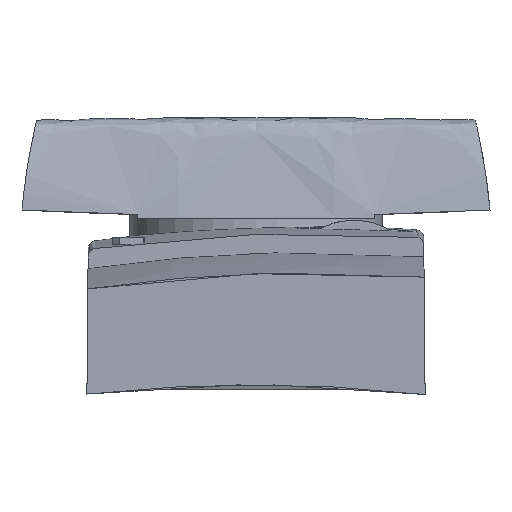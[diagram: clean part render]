
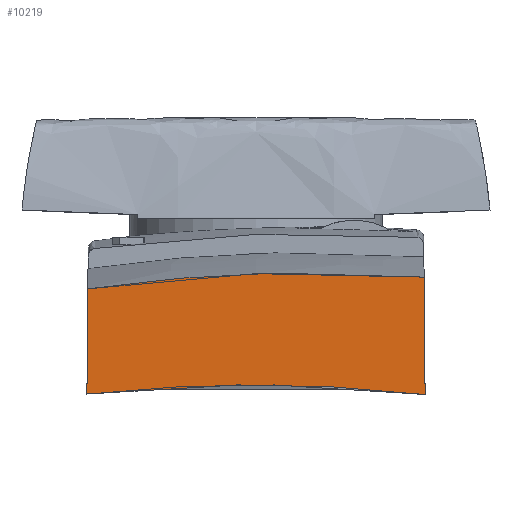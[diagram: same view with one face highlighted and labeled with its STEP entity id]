
A CAD part, left-side view. The second image highlights one B-rep face of the part: STEP entity #10219.
In plain terms, the highlighted planar face has unit normal (-1, 0, 0).
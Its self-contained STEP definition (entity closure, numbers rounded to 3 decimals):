
#10219 = ADVANCED_FACE('',(#10220),#10235,.F.);
#10220 = FACE_BOUND('',#10221,.T.);
#10221 = EDGE_LOOP('',(#10222,#10247,#10263,#10285));
#10222 = ORIENTED_EDGE('',*,*,#10223,.T.);
#10223 = EDGE_CURVE('',#10224,#10226,#10228,.T.);
#10224 = VERTEX_POINT('',#10225);
#10225 = CARTESIAN_POINT('',(-119.409,22.324,
    -1.202));
#10226 = VERTEX_POINT('',#10227);
#10227 = CARTESIAN_POINT('',(-119.409,-22.325,
    -1.263));
#10228 = SURFACE_CURVE('',#10229,(#10234),.PCURVE_S1.);
#10229 = B_SPLINE_CURVE_WITH_KNOTS('',3,(#10230,#10231,#10232,#10233),
  .UNSPECIFIED.,.F.,.F.,(4,4),(0.,1.),.PIECEWISE_BEZIER_KNOTS.);
#10230 = CARTESIAN_POINT('',(-119.409,22.324,
    -1.202));
#10231 = CARTESIAN_POINT('',(-119.409,7.494,
    0.433));
#10232 = CARTESIAN_POINT('',(-119.409,-7.501,
    0.429));
#10233 = CARTESIAN_POINT('',(-119.409,-22.325,
    -1.263));
#10234 = PCURVE('',#10235,#10240);
#10235 = PLANE('',#10236);
#10236 = AXIS2_PLACEMENT_3D('',#10237,#10238,#10239);
#10237 = CARTESIAN_POINT('',(-119.409,-50.8,
    -46.427));
#10238 = DIRECTION('',(1.,0.,0.));
#10239 = DIRECTION('',(0.,0.,-1.));
#10240 = DEFINITIONAL_REPRESENTATION('',(#10241),#10246);
#10241 = B_SPLINE_CURVE_WITH_KNOTS('',3,(#10242,#10243,#10244,#10245),
  .UNSPECIFIED.,.F.,.F.,(4,4),(0.,1.),.PIECEWISE_BEZIER_KNOTS.);
#10242 = CARTESIAN_POINT('',(-45.225,73.124));
#10243 = CARTESIAN_POINT('',(-46.86,58.294));
#10244 = CARTESIAN_POINT('',(-46.856,43.299));
#10245 = CARTESIAN_POINT('',(-45.164,28.475));
#10246 = ( GEOMETRIC_REPRESENTATION_CONTEXT(2) 
PARAMETRIC_REPRESENTATION_CONTEXT() REPRESENTATION_CONTEXT('2D SPACE',''
  ) );
#10247 = ORIENTED_EDGE('',*,*,#10248,.T.);
#10248 = EDGE_CURVE('',#10226,#10249,#10251,.T.);
#10249 = VERTEX_POINT('',#10250);
#10250 = CARTESIAN_POINT('',(-119.409,-22.189,
    14.237));
#10251 = SURFACE_CURVE('',#10252,(#10256),.PCURVE_S1.);
#10252 = LINE('',#10253,#10254);
#10253 = CARTESIAN_POINT('',(-119.409,-22.5,
    -21.352));
#10254 = VECTOR('',#10255,1.);
#10255 = DIRECTION('',(0.,0.009,1.));
#10256 = PCURVE('',#10235,#10257);
#10257 = DEFINITIONAL_REPRESENTATION('',(#10258),#10262);
#10258 = LINE('',#10259,#10260);
#10259 = CARTESIAN_POINT('',(-25.075,28.3));
#10260 = VECTOR('',#10261,1.);
#10261 = DIRECTION('',(-1.,0.009));
#10262 = ( GEOMETRIC_REPRESENTATION_CONTEXT(2) 
PARAMETRIC_REPRESENTATION_CONTEXT() REPRESENTATION_CONTEXT('2D SPACE',''
  ) );
#10263 = ORIENTED_EDGE('',*,*,#10264,.T.);
#10264 = EDGE_CURVE('',#10249,#10265,#10267,.T.);
#10265 = VERTEX_POINT('',#10266);
#10266 = CARTESIAN_POINT('',(-119.409,22.203,
    12.686));
#10267 = SURFACE_CURVE('',#10268,(#10275),.PCURVE_S1.);
#10268 = B_SPLINE_CURVE_WITH_KNOTS('',3,(#10269,#10270,#10271,#10272,
    #10273,#10274),.UNSPECIFIED.,.F.,.F.,(4,2,4),(0.,0.5,1.),
  .UNSPECIFIED.);
#10269 = CARTESIAN_POINT('',(-119.409,-22.189,
    14.237));
#10270 = CARTESIAN_POINT('',(-119.409,-14.762,
    14.794));
#10271 = CARTESIAN_POINT('',(-119.409,-7.349,
    14.956));
#10272 = CARTESIAN_POINT('',(-119.409,7.449,
    14.434));
#10273 = CARTESIAN_POINT('',(-119.409,14.832,
    13.728));
#10274 = CARTESIAN_POINT('',(-119.409,22.203,
    12.686));
#10275 = PCURVE('',#10235,#10276);
#10276 = DEFINITIONAL_REPRESENTATION('',(#10277),#10284);
#10277 = B_SPLINE_CURVE_WITH_KNOTS('',3,(#10278,#10279,#10280,#10281,
    #10282,#10283),.UNSPECIFIED.,.F.,.F.,(4,2,4),(0.,0.5,1.),
  .UNSPECIFIED.);
#10278 = CARTESIAN_POINT('',(-60.664,28.611));
#10279 = CARTESIAN_POINT('',(-61.221,36.038));
#10280 = CARTESIAN_POINT('',(-61.383,43.451));
#10281 = CARTESIAN_POINT('',(-60.861,58.248));
#10282 = CARTESIAN_POINT('',(-60.155,65.632));
#10283 = CARTESIAN_POINT('',(-59.113,73.003));
#10284 = ( GEOMETRIC_REPRESENTATION_CONTEXT(2) 
PARAMETRIC_REPRESENTATION_CONTEXT() REPRESENTATION_CONTEXT('2D SPACE',''
  ) );
#10285 = ORIENTED_EDGE('',*,*,#10286,.T.);
#10286 = EDGE_CURVE('',#10265,#10224,#10287,.T.);
#10287 = SURFACE_CURVE('',#10288,(#10292),.PCURVE_S1.);
#10288 = LINE('',#10289,#10290);
#10289 = CARTESIAN_POINT('',(-119.409,22.713,
    -45.786));
#10290 = VECTOR('',#10291,1.);
#10291 = DIRECTION('',(0.,0.009,-1.));
#10292 = PCURVE('',#10235,#10293);
#10293 = DEFINITIONAL_REPRESENTATION('',(#10294),#10298);
#10294 = LINE('',#10295,#10296);
#10295 = CARTESIAN_POINT('',(-0.642,73.513));
#10296 = VECTOR('',#10297,1.);
#10297 = DIRECTION('',(1.,0.009));
#10298 = ( GEOMETRIC_REPRESENTATION_CONTEXT(2) 
PARAMETRIC_REPRESENTATION_CONTEXT() REPRESENTATION_CONTEXT('2D SPACE',''
  ) );
